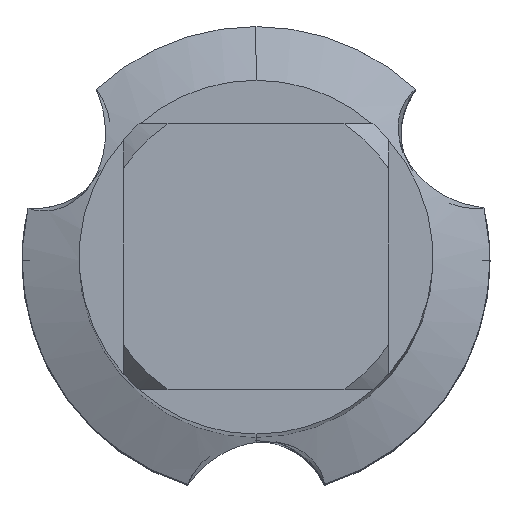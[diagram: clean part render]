
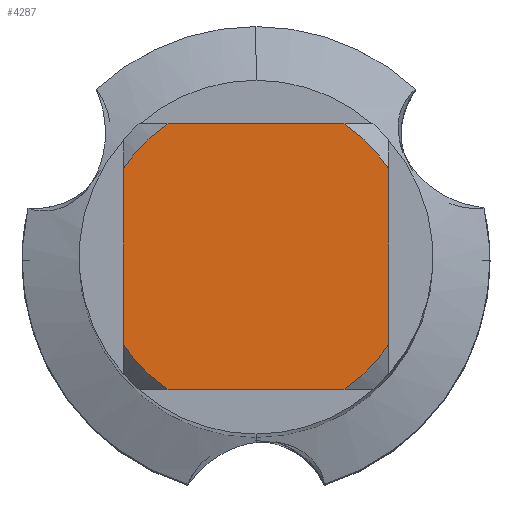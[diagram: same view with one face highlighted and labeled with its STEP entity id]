
A CAD part, top view. The second image highlights one B-rep face of the part: STEP entity #4287.
In plain terms, the highlighted planar face has unit normal (0, 0, 1).
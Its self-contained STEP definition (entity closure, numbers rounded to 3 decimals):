
#1903=EDGE_CURVE('',#3023,#4635,#5497,.T.);
#1981=EDGE_CURVE('',#3009,#4635,#5580,.T.);
#2347=EDGE_CURVE('',#3023,#3877,#5976,.T.);
#2721=VERTEX_POINT('',#6380);
#3009=VERTEX_POINT('',#6688);
#3023=VERTEX_POINT('',#6702);
#3199=EDGE_CURVE('',#2721,#3877,#6892,.T.);
#3493=EDGE_CURVE('',#4181,#4353,#7212,.T.);
#3523=EDGE_CURVE('',#2721,#4687,#7248,.T.);
#3877=VERTEX_POINT('',#7637);
#4005=EDGE_CURVE('',#3009,#4353,#7778,.T.);
#4181=VERTEX_POINT('',#7976);
#4287=ADVANCED_FACE('',(#8091),#8092,.T.);
#4353=VERTEX_POINT('',#8163);
#4493=EDGE_CURVE('',#4181,#4687,#8311,.T.);
#4635=VERTEX_POINT('',#8469);
#4687=VERTEX_POINT('',#8522);
#5497=LINE('',#9509,#9510);
#5580=CIRCLE('',#9708,5.4);
#5976=CIRCLE('',#10456,5.4);
#6380=CARTESIAN_POINT('',(-2.985,-4.5,0.0));
#6688=CARTESIAN_POINT('',(2.985,4.5,0.0));
#6702=CARTESIAN_POINT('',(4.5,-2.985,0.0));
#6892=LINE('',#12293,#12294);
#7212=CIRCLE('',#12881,5.4);
#7248=CIRCLE('',#12942,5.4);
#7637=CARTESIAN_POINT('',(2.985,-4.5,0.0));
#7778=LINE('',#13898,#13899);
#7976=CARTESIAN_POINT('',(-4.5,2.985,0.0));
#8091=FACE_OUTER_BOUND('',#14614,.T.);
#8092=PLANE('',#14615);
#8163=CARTESIAN_POINT('',(-2.985,4.5,0.0));
#8311=LINE('',#15033,#15034);
#8469=CARTESIAN_POINT('',(4.5,2.985,0.0));
#8522=CARTESIAN_POINT('',(-4.5,-2.985,0.0));
#9509=CARTESIAN_POINT('',(4.5,1.35,0.0));
#9510=VECTOR('',#17023,1.0);
#9708=AXIS2_PLACEMENT_3D('',#17090,#17091,#17092);
#10456=AXIS2_PLACEMENT_3D('',#17493,#17494,#17495);
#12293=CARTESIAN_POINT('',(0.0,-4.5,0.0));
#12294=VECTOR('',#18338,1.0);
#12881=AXIS2_PLACEMENT_3D('',#18695,#18696,#18697);
#12942=AXIS2_PLACEMENT_3D('',#18760,#18761,#18762);
#13898=CARTESIAN_POINT('',(0.0,4.5,0.0));
#13899=VECTOR('',#19509,1.0);
#14614=EDGE_LOOP('',(#19980,#19981,#19982,#19983,#19984,#19985,#19986,#19987));
#14615=AXIS2_PLACEMENT_3D('',#19988,#19989,#19990);
#15033=CARTESIAN_POINT('',(-4.5,1.35,0.0));
#15034=VECTOR('',#20213,1.0);
#17023=DIRECTION('',(-0.0,1.0,0.0));
#17090=CARTESIAN_POINT('',(0.0,0.0,0.0));
#17091=DIRECTION('',(0.0,0.0,-1.0));
#17092=DIRECTION('',(0.0,1.0,0.0));
#17493=CARTESIAN_POINT('',(0.0,0.0,0.0));
#17494=DIRECTION('',(0.0,0.0,-1.0));
#17495=DIRECTION('',(0.0,1.0,0.0));
#18338=DIRECTION('',(1.0,0.0,0.0));
#18695=CARTESIAN_POINT('',(0.0,0.0,0.0));
#18696=DIRECTION('',(0.0,0.0,-1.0));
#18697=DIRECTION('',(0.0,1.0,0.0));
#18760=CARTESIAN_POINT('',(0.0,0.0,0.0));
#18761=DIRECTION('',(0.0,0.0,-1.0));
#18762=DIRECTION('',(0.0,1.0,0.0));
#19509=DIRECTION('',(-1.0,0.0,0.0));
#19980=ORIENTED_EDGE('',*,*,#4493,.T.);
#19981=ORIENTED_EDGE('',*,*,#3523,.F.);
#19982=ORIENTED_EDGE('',*,*,#3199,.T.);
#19983=ORIENTED_EDGE('',*,*,#2347,.F.);
#19984=ORIENTED_EDGE('',*,*,#1903,.T.);
#19985=ORIENTED_EDGE('',*,*,#1981,.F.);
#19986=ORIENTED_EDGE('',*,*,#4005,.T.);
#19987=ORIENTED_EDGE('',*,*,#3493,.F.);
#19988=CARTESIAN_POINT('',(0.0,2.7,0.0));
#19989=DIRECTION('',(-0.0,0.0,1.0));
#19990=DIRECTION('',(0.0,-1.0,0.0));
#20213=DIRECTION('',(-0.0,-1.0,0.0));
